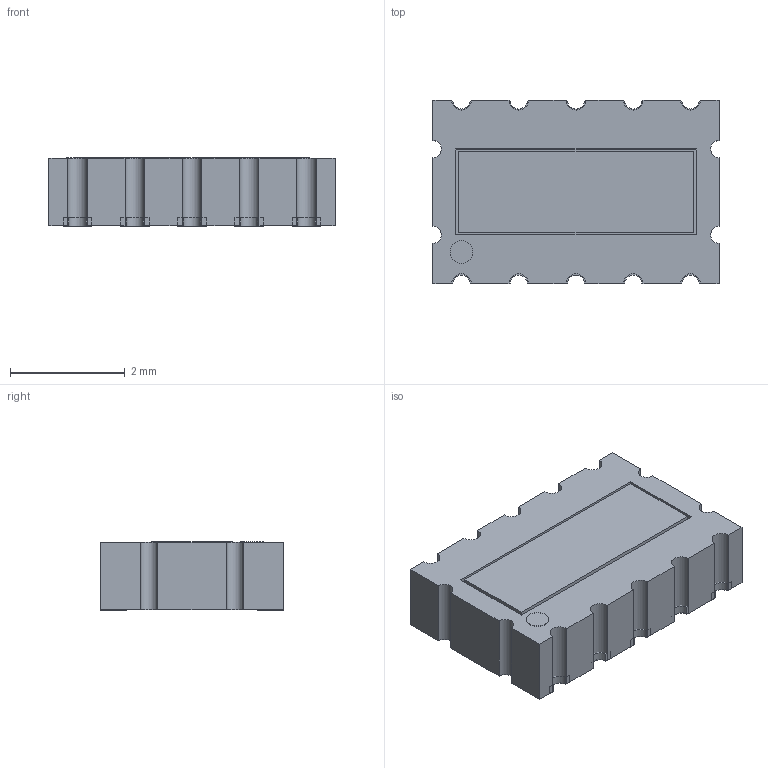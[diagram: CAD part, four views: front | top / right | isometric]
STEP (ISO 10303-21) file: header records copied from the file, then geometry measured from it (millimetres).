
FILE_DESCRIPTION(('FreeCAD Model'),'2;1');
FILE_NAME('382439.2.1.stp','2020-11-13T19:48:57',( 'Author'),(''),'Open CASCADE STEP processor 6.9','FreeCAD','Unknown' );
FILE_SCHEMA(('AUTOMOTIVE_DESIGN { 1 0 10303 214 1 1 1 1 }'));
Length unit declared in the file: millimetre
Products named in the file (5): ASSEMBLY; Rect13; Pad24; Body; Terminal
Assembly tree (4 placements, depth 2):
  ASSEMBLY
    Rect13
    Pad24
    Body
    Terminal
Bounding box: 5 x 3.2 x 1.2 mm (x, y, z)
Volume: 18.4 mm3; surface area: 76.2 mm2
Topology: 13 solids, 13 shells, 129 faces, 306 edges, 204 vertices
Faces by surface type: plane 103, cylinder 26
Entity records: 7918 total; most frequent: CARTESIAN_POINT 1532, DIRECTION 1152, LINE 766, VECTOR 766, ORIENTED_EDGE 612, PCURVE 612, DEFINITIONAL_REPRESENTATION 612, EDGE_CURVE 306
